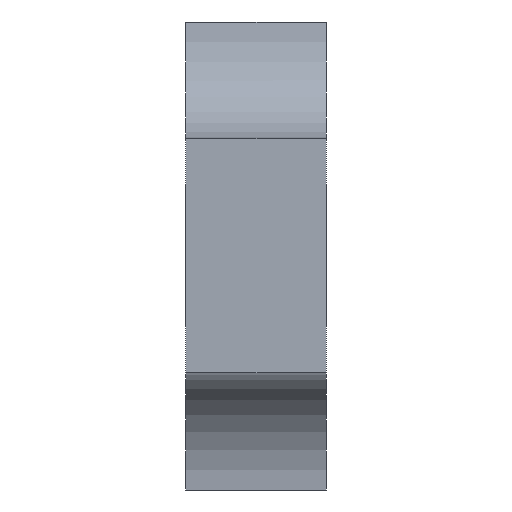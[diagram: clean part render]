
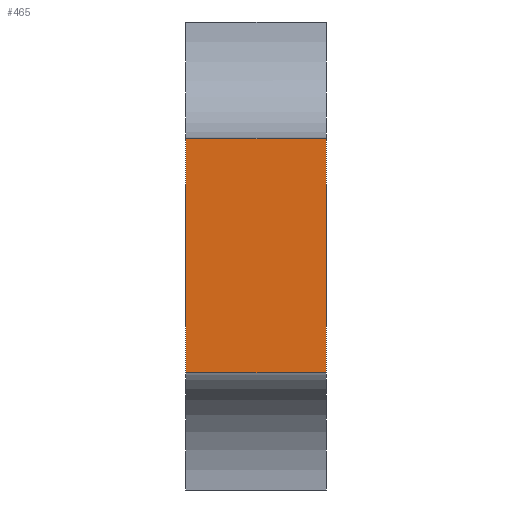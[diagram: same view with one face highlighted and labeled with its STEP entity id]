
A CAD part, left-side view. The second image highlights one B-rep face of the part: STEP entity #465.
In plain terms, the highlighted planar face has unit normal (-1, 0, 0).
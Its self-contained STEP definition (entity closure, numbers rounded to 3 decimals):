
#36=PLANE('',#524);
#57=FACE_OUTER_BOUND('',#80,.T.);
#80=EDGE_LOOP('',(#368,#369,#370,#371));
#127=LINE('',#761,#164);
#128=LINE('',#764,#165);
#129=LINE('',#766,#166);
#130=LINE('',#767,#167);
#164=VECTOR('',#631,10.);
#165=VECTOR('',#634,10.);
#166=VECTOR('',#635,10.);
#167=VECTOR('',#636,10.);
#235=VERTEX_POINT('',#757);
#236=VERTEX_POINT('',#759);
#237=VERTEX_POINT('',#763);
#238=VERTEX_POINT('',#765);
#291=EDGE_CURVE('',#235,#236,#127,.T.);
#292=EDGE_CURVE('',#237,#235,#128,.T.);
#293=EDGE_CURVE('',#238,#236,#129,.T.);
#294=EDGE_CURVE('',#237,#238,#130,.T.);
#368=ORIENTED_EDGE('',*,*,#292,.T.);
#369=ORIENTED_EDGE('',*,*,#291,.T.);
#370=ORIENTED_EDGE('',*,*,#293,.F.);
#371=ORIENTED_EDGE('',*,*,#294,.F.);
#465=ADVANCED_FACE('',(#57),#36,.T.);
#524=AXIS2_PLACEMENT_3D('',#762,#632,#633);
#631=DIRECTION('',(0.,1.,0.));
#632=DIRECTION('center_axis',(-1.,0.,0.));
#633=DIRECTION('ref_axis',(0.,0.,1.));
#634=DIRECTION('',(0.,0.,1.));
#635=DIRECTION('',(0.,0.,1.));
#636=DIRECTION('',(0.,1.,0.));
#757=CARTESIAN_POINT('',(0.,0.,0.));
#759=CARTESIAN_POINT('',(0.,6.,0.));
#761=CARTESIAN_POINT('',(0.,0.,0.));
#762=CARTESIAN_POINT('Origin',(0.,0.,-10.));
#763=CARTESIAN_POINT('',(0.,0.,-10.));
#764=CARTESIAN_POINT('',(0.,0.,-10.));
#765=CARTESIAN_POINT('',(0.,6.,-10.));
#766=CARTESIAN_POINT('',(0.,6.,-10.));
#767=CARTESIAN_POINT('',(0.,0.,-10.));
